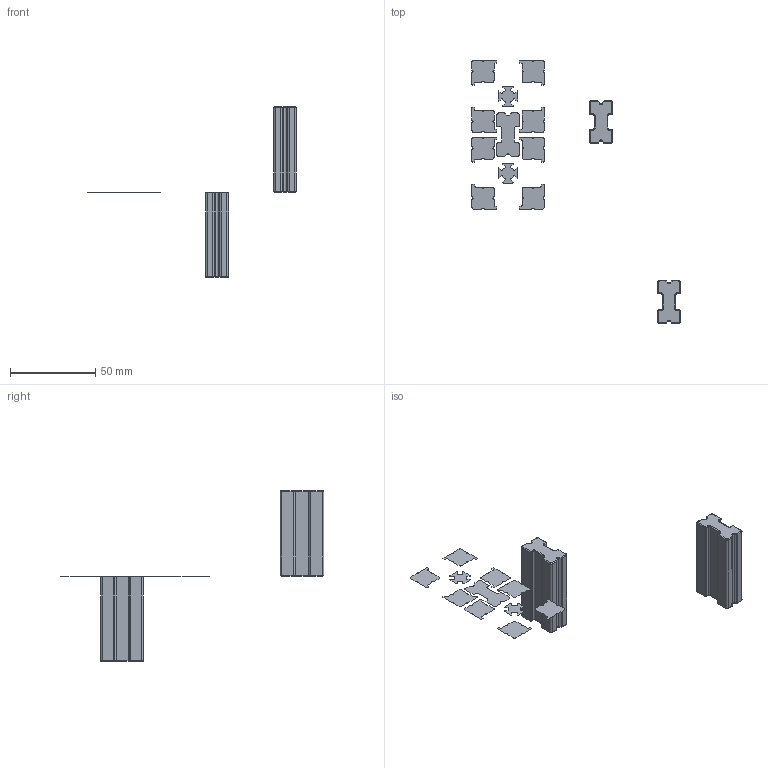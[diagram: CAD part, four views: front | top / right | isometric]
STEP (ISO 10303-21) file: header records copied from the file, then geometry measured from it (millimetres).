
FILE_DESCRIPTION(/* description */ (''),/* implementation_level */ '2;1');
FILE_NAME(/* name */ '41-350-0 - -0.5.stp',/* time_stamp */ '2023-09-29T10:01:46-04:00',/* author */ ('jmurphy'),/* organization */ (''),/* preprocessor_version */ 'ST-DEVELOPER v18.1',/* originating_system */ 'AutoCAD Mechanical',/* authorisation */ '');
FILE_SCHEMA (('AUTOMOTIVE_DESIGN { 1 0 10303 214 3 1 1 }'));
Length unit declared in the file: millimetre
Products named in the file (3): Product; 20_10630; 20_10630_1
Assembly tree (2 placements, depth 2):
  Product
    20_10630
    20_10630_1
Bounding box: 121.83 x 154.32 x 100 mm (x, y, z)
Volume: 27557.1 mm3; surface area: 11420.8 mm2
Topology: 2 solids, 13 shells, 231 faces, 947 edges, 752 vertices
Faces by surface type: cylinder 108, plane 51, bspline 32, torus 24, sphere 16
Entity records: 10323 total; most frequent: CARTESIAN_POINT 2445, DIRECTION 1835, ORIENTED_EDGE 1268, EDGE_CURVE 780, AXIS2_PLACEMENT_3D 686, VERTEX_POINT 564, CIRCLE 482, LINE 463
